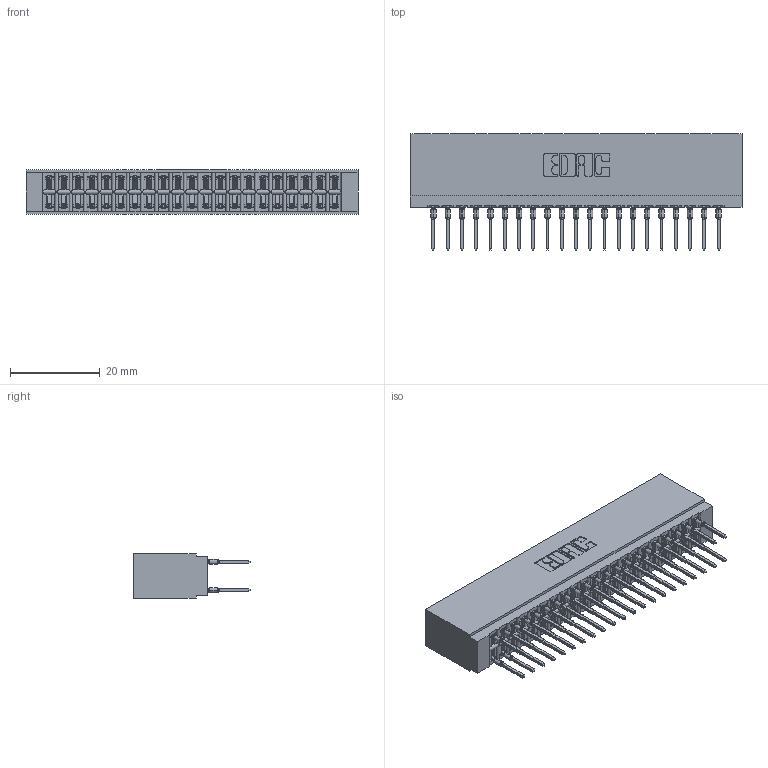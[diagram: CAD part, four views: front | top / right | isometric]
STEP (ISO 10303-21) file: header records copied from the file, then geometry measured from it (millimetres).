
FILE_DESCRIPTION (( 'STEP AP203' ), '1' );
FILE_NAME ('746-042-527-201.STEP', '2026-02-27T14:30:00', ( '' ), ( '' ), 'SwSTEP 2.0', 'SolidWorks 2023', '' );
FILE_SCHEMA (( 'CONFIG_CONTROL_DESIGN' ));
Length unit declared in the file: millimetre
Products named in the file (3): 746 Part_.515 Slot Depth - 01; 746-292-001_527; 746-042-527-201
Assembly tree (43 placements, depth 2):
  746-042-527-201
    746 Part_.515 Slot Depth - 01
    746-292-001_527  x42
Bounding box: 73.91 x 25.9 x 9.91 mm (x, y, z)
Volume: 8124.8 mm3; surface area: 12956.8 mm2
Topology: 43 solids, 43 shells, 3856 faces, 10595 edges, 6748 vertices
Faces by surface type: plane 1987, bspline 840, cylinder 777, torus 252
Entity records: 35367 total; most frequent: CARTESIAN_POINT 7215, ORIENTED_EDGE 6020, DIRECTION 5062, EDGE_CURVE 3010, VECTOR 2616, LINE 2616, VERTEX_POINT 1992, AXIS2_PLACEMENT_3D 1223
